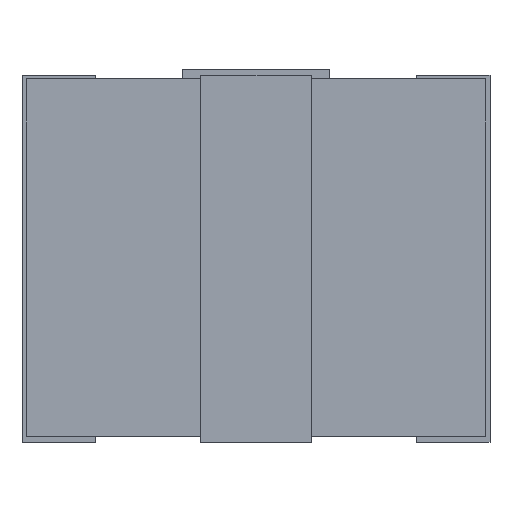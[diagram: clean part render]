
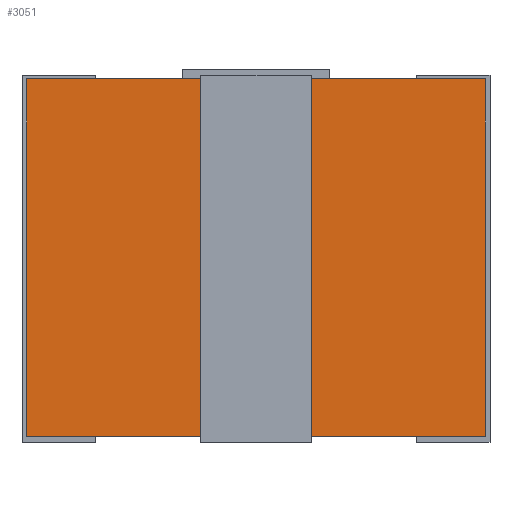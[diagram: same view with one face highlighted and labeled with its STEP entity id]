
A CAD part, left-side view. The second image highlights one B-rep face of the part: STEP entity #3051.
In plain terms, the highlighted planar face has unit normal (-1, 0, 0).
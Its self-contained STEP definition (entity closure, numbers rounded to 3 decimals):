
#53 = FACE_OUTER_BOUND ( 'NONE', #2178, .T. ) ;
#241 = ORIENTED_EDGE ( 'NONE', *, *, #1396, .T. ) ;
#269 = DIRECTION ( 'NONE',  ( 0., 0., 1. ) ) ;
#293 = CARTESIAN_POINT ( 'NONE',  ( -1., 0.625, 0. ) ) ;
#398 = VERTEX_POINT ( 'NONE', #1050 ) ;
#439 = EDGE_CURVE ( 'NONE', #756, #484, #2074, .T. ) ;
#475 = VECTOR ( 'NONE', #1135, 1000. ) ;
#484 = VERTEX_POINT ( 'NONE', #2844 ) ;
#698 = VECTOR ( 'NONE', #269, 1000. ) ;
#756 = VERTEX_POINT ( 'NONE', #1331 ) ;
#832 = LINE ( 'NONE', #2154, #1415 ) ;
#1050 = CARTESIAN_POINT ( 'NONE',  ( -1., 0.625, 0.975 ) ) ;
#1084 = VECTOR ( 'NONE', #3284, 1000. ) ;
#1097 = DIRECTION ( 'NONE',  ( -1., 0., 0. ) ) ;
#1135 = DIRECTION ( 'NONE',  ( 0., 1., 0. ) ) ;
#1331 = CARTESIAN_POINT ( 'NONE',  ( -1., -0.625, 0. ) ) ;
#1396 = EDGE_CURVE ( 'NONE', #398, #2665, #832, .T. ) ;
#1415 = VECTOR ( 'NONE', #3222, 1000. ) ;
#1806 = AXIS2_PLACEMENT_3D ( 'NONE', #2680, #1097, #1919 ) ;
#1867 = ORIENTED_EDGE ( 'NONE', *, *, #3167, .F. ) ;
#1919 = DIRECTION ( 'NONE',  ( 0., 0., 1. ) ) ;
#2074 = LINE ( 'NONE', #2332, #698 ) ;
#2138 = PLANE ( 'NONE',  #1806 ) ;
#2144 = LINE ( 'NONE', #3012, #475 ) ;
#2154 = CARTESIAN_POINT ( 'NONE',  ( -1., 0.625, 0. ) ) ;
#2178 = EDGE_LOOP ( 'NONE', ( #241, #1867, #2285, #2766 ) ) ;
#2285 = ORIENTED_EDGE ( 'NONE', *, *, #439, .T. ) ;
#2332 = CARTESIAN_POINT ( 'NONE',  ( -1., -0.625, 0. ) ) ;
#2581 = CARTESIAN_POINT ( 'NONE',  ( -1., 0., 0. ) ) ;
#2655 = EDGE_CURVE ( 'NONE', #484, #398, #2144, .T. ) ;
#2665 = VERTEX_POINT ( 'NONE', #293 ) ;
#2680 = CARTESIAN_POINT ( 'NONE',  ( -1., -0.625, 0. ) ) ;
#2766 = ORIENTED_EDGE ( 'NONE', *, *, #2655, .T. ) ;
#2844 = CARTESIAN_POINT ( 'NONE',  ( -1., -0.625, 0.975 ) ) ;
#3012 = CARTESIAN_POINT ( 'NONE',  ( -1., 0., 0.975 ) ) ;
#3051 = ADVANCED_FACE ( 'NONE', ( #53 ), #2138, .T. ) ;
#3112 = LINE ( 'NONE', #2581, #1084 ) ;
#3167 = EDGE_CURVE ( 'NONE', #756, #2665, #3112, .T. ) ;
#3222 = DIRECTION ( 'NONE',  ( 0., 0., -1. ) ) ;
#3284 = DIRECTION ( 'NONE',  ( 0., 1., 0. ) ) ;
